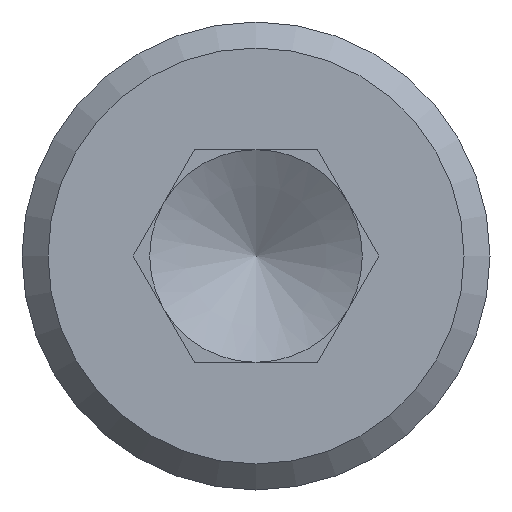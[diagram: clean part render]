
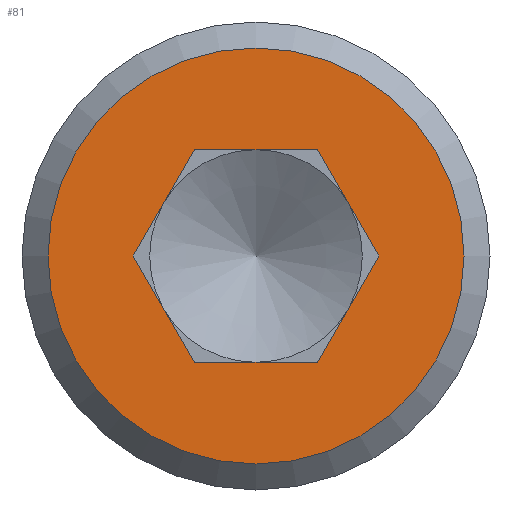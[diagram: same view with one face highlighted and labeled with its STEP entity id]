
A CAD part, left-side view. The second image highlights one B-rep face of the part: STEP entity #81.
In plain terms, the highlighted planar face has unit normal (-1, 0, 0).
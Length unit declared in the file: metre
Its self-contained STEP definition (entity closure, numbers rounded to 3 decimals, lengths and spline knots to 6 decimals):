
#81 = ADVANCED_FACE( '', ( #165, #166 ), #167, .T. );
#165 = FACE_BOUND( '', #243, .T. );
#166 = FACE_OUTER_BOUND( '', #244, .T. );
#167 = PLANE( '', #245 );
#243 = EDGE_LOOP( '', ( #386, #387, #388, #389, #390, #391 ) );
#244 = EDGE_LOOP( '', ( #392 ) );
#245 = AXIS2_PLACEMENT_3D( '', #393, #394, #395 );
#386 = ORIENTED_EDGE( '', *, *, #413, .T. );
#387 = ORIENTED_EDGE( '', *, *, #458, .F. );
#388 = ORIENTED_EDGE( '', *, *, #444, .T. );
#389 = ORIENTED_EDGE( '', *, *, #461, .T. );
#390 = ORIENTED_EDGE( '', *, *, #468, .F. );
#391 = ORIENTED_EDGE( '', *, *, #465, .F. );
#392 = ORIENTED_EDGE( '', *, *, #453, .T. );
#393 = CARTESIAN_POINT( '', ( 0., 0., 0. ) );
#394 = DIRECTION( '', ( -1., 0., 0. ) );
#395 = DIRECTION( '', ( 0., 0., 1. ) );
#413 = EDGE_CURVE( '', #472, #473, #474, .T. );
#444 = EDGE_CURVE( '', #519, #520, #521, .T. );
#453 = EDGE_CURVE( '', #533, #533, #534, .T. );
#458 = EDGE_CURVE( '', #519, #473, #539, .T. );
#461 = EDGE_CURVE( '', #520, #542, #543, .T. );
#465 = EDGE_CURVE( '', #472, #547, #548, .T. );
#468 = EDGE_CURVE( '', #547, #542, #551, .T. );
#472 = VERTEX_POINT( '', #555 );
#473 = VERTEX_POINT( '', #556 );
#474 = LINE( '', #557, #558 );
#519 = VERTEX_POINT( '', #614 );
#520 = VERTEX_POINT( '', #615 );
#521 = LINE( '', #616, #617 );
#533 = VERTEX_POINT( '', #632 );
#534 = CIRCLE( '', #633, 0.002 );
#539 = LINE( '', #639, #640 );
#542 = VERTEX_POINT( '', #643 );
#543 = LINE( '', #644, #645 );
#547 = VERTEX_POINT( '', #651 );
#548 = LINE( '', #652, #653 );
#551 = LINE( '', #657, #658 );
#555 = CARTESIAN_POINT( '', ( 0., 0.001181, 0. ) );
#556 = CARTESIAN_POINT( '', ( 0., 0.00059, 0.001023 ) );
#557 = CARTESIAN_POINT( '', ( 0., 0.001181, 0. ) );
#558 = VECTOR( '', #661, 1. );
#614 = CARTESIAN_POINT( '', ( 0., -0.00059, 0.001023 ) );
#615 = CARTESIAN_POINT( '', ( 0., -0.001181, 0. ) );
#616 = CARTESIAN_POINT( '', ( 0., -0.00059, 0.001023 ) );
#617 = VECTOR( '', #703, 1. );
#632 = CARTESIAN_POINT( '', ( 0., 0., 0.002 ) );
#633 = AXIS2_PLACEMENT_3D( '', #713, #714, #715 );
#639 = CARTESIAN_POINT( '', ( 0., -0.00059, 0.001023 ) );
#640 = VECTOR( '', #717, 1. );
#643 = CARTESIAN_POINT( '', ( 0., -0.00059, -0.001023 ) );
#644 = CARTESIAN_POINT( '', ( 0., -0.001181, 0. ) );
#645 = VECTOR( '', #718, 1. );
#651 = CARTESIAN_POINT( '', ( 0., 0.00059, -0.001023 ) );
#652 = CARTESIAN_POINT( '', ( 0., 0.001181, 0. ) );
#653 = VECTOR( '', #721, 1. );
#657 = CARTESIAN_POINT( '', ( 0., 0.00059, -0.001023 ) );
#658 = VECTOR( '', #723, 1. );
#661 = DIRECTION( '', ( 0., -0.5, 0.866 ) );
#703 = DIRECTION( '', ( 0., -0.5, -0.866 ) );
#713 = CARTESIAN_POINT( '', ( 0., 0., 0. ) );
#714 = DIRECTION( '', ( -1., 0., 0. ) );
#715 = DIRECTION( '', ( 0., 0., 1. ) );
#717 = DIRECTION( '', ( 0., 1., 0. ) );
#718 = DIRECTION( '', ( 0., 0.5, -0.866 ) );
#721 = DIRECTION( '', ( 0., -0.5, -0.866 ) );
#723 = DIRECTION( '', ( 0., -1., 0. ) );
